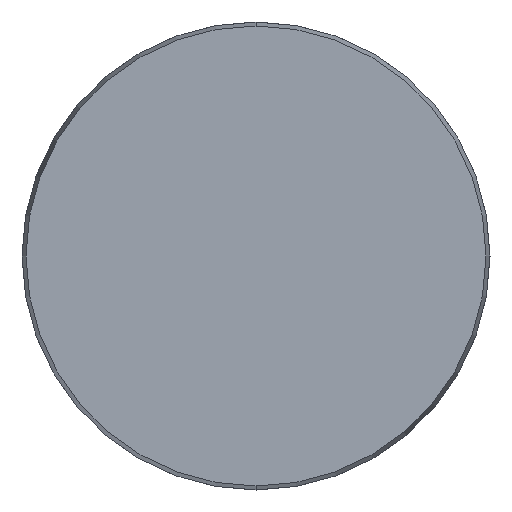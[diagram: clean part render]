
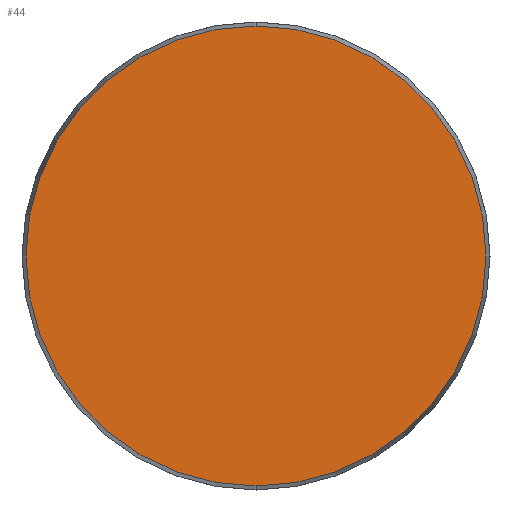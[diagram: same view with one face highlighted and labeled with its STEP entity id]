
A CAD part, front view. The second image highlights one B-rep face of the part: STEP entity #44.
In plain terms, the highlighted planar face has unit normal (0, -1, 0).
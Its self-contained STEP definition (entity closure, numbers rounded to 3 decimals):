
#36 = CIRCLE ( 'NONE', #1043, 49.143 ) ;
#44 = ADVANCED_FACE ( 'NONE', ( #182 ), #886, .F. ) ;
#67 = AXIS2_PLACEMENT_3D ( 'NONE', #607, #1210, #812 ) ;
#122 = CARTESIAN_POINT ( 'NONE',  ( 0., 0., 0. ) ) ;
#182 = FACE_OUTER_BOUND ( 'NONE', #305, .T. ) ;
#253 = CIRCLE ( 'NONE', #67, 49.143 ) ;
#266 = CARTESIAN_POINT ( 'NONE',  ( -49.143, 0., 0. ) ) ;
#305 = EDGE_LOOP ( 'NONE', ( #1098, #934 ) ) ;
#370 = VERTEX_POINT ( 'NONE', #1144 ) ;
#472 = EDGE_CURVE ( 'NONE', #679, #370, #253, .T. ) ;
#607 = CARTESIAN_POINT ( 'NONE',  ( 0., 0., 0. ) ) ;
#677 = DIRECTION ( 'NONE',  ( 0., 0., 1. ) ) ;
#679 = VERTEX_POINT ( 'NONE', #845 ) ;
#798 = AXIS2_PLACEMENT_3D ( 'NONE', #266, #1192, #677 ) ;
#812 = DIRECTION ( 'NONE',  ( 0., 0., -1. ) ) ;
#822 = EDGE_CURVE ( 'NONE', #370, #679, #36, .T. ) ;
#845 = CARTESIAN_POINT ( 'NONE',  ( 0., 0., -49.143 ) ) ;
#886 = PLANE ( 'NONE',  #798 ) ;
#934 = ORIENTED_EDGE ( 'NONE', *, *, #472, .T. ) ;
#1043 = AXIS2_PLACEMENT_3D ( 'NONE', #122, #1057, #1065 ) ;
#1057 = DIRECTION ( 'NONE',  ( 0., -1., 0. ) ) ;
#1065 = DIRECTION ( 'NONE',  ( 0., 0., -1. ) ) ;
#1098 = ORIENTED_EDGE ( 'NONE', *, *, #822, .T. ) ;
#1144 = CARTESIAN_POINT ( 'NONE',  ( 0., 0., 49.143 ) ) ;
#1192 = DIRECTION ( 'NONE',  ( 0., 1., 0. ) ) ;
#1210 = DIRECTION ( 'NONE',  ( 0., -1., 0. ) ) ;
